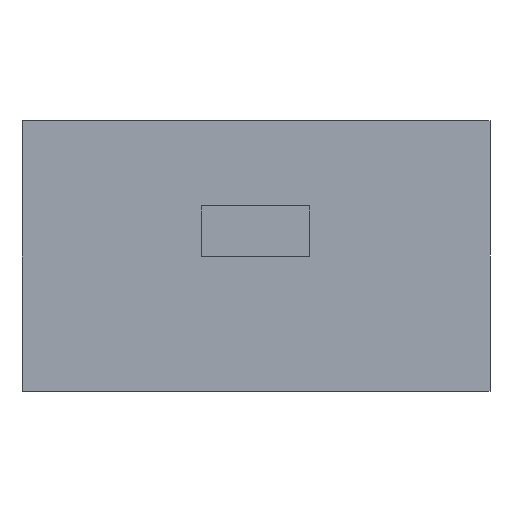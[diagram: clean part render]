
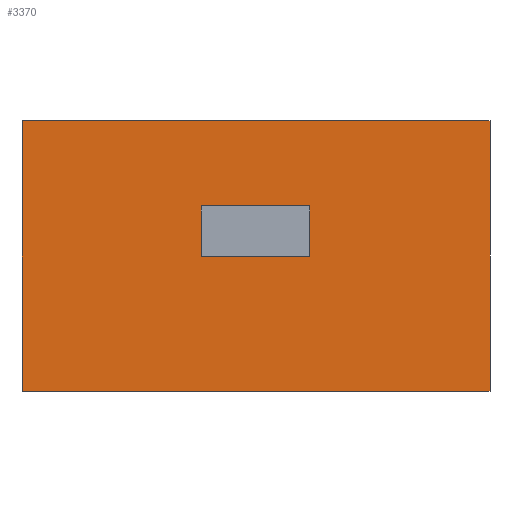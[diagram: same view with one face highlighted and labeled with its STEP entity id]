
A CAD part, front view. The second image highlights one B-rep face of the part: STEP entity #3370.
In plain terms, the highlighted planar face has unit normal (0, -1, 0).
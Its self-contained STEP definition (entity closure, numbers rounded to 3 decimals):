
#232=FACE_BOUND('',#581,.T.);
#345=FACE_OUTER_BOUND('',#580,.T.);
#580=EDGE_LOOP('',(#2433,#2434,#2435,#2436,#2437,#2438));
#581=EDGE_LOOP('',(#2439,#2440,#2441,#2442));
#915=LINE('',#5096,#1236);
#949=LINE('',#5180,#1270);
#964=LINE('',#5211,#1285);
#965=LINE('',#5212,#1286);
#966=LINE('',#5214,#1287);
#967=LINE('',#5215,#1288);
#968=LINE('',#5218,#1289);
#969=LINE('',#5220,#1290);
#970=LINE('',#5222,#1291);
#971=LINE('',#5223,#1292);
#1236=VECTOR('',#4012,10.);
#1270=VECTOR('',#4086,10.);
#1285=VECTOR('',#4113,10.);
#1286=VECTOR('',#4114,10.);
#1287=VECTOR('',#4115,10.);
#1288=VECTOR('',#4116,10.);
#1289=VECTOR('',#4117,10.);
#1290=VECTOR('',#4118,10.);
#1291=VECTOR('',#4119,10.);
#1292=VECTOR('',#4120,10.);
#1547=VERTEX_POINT('',#5090);
#1549=VERTEX_POINT('',#5094);
#1574=VERTEX_POINT('',#5168);
#1579=VERTEX_POINT('',#5178);
#1589=VERTEX_POINT('',#5210);
#1590=VERTEX_POINT('',#5213);
#1591=VERTEX_POINT('',#5216);
#1592=VERTEX_POINT('',#5217);
#1593=VERTEX_POINT('',#5219);
#1594=VERTEX_POINT('',#5221);
#1863=EDGE_CURVE('',#1547,#1549,#915,.T.);
#1905=EDGE_CURVE('',#1574,#1579,#949,.T.);
#1920=EDGE_CURVE('',#1589,#1547,#964,.T.);
#1921=EDGE_CURVE('',#1549,#1574,#965,.T.);
#1922=EDGE_CURVE('',#1579,#1590,#966,.T.);
#1923=EDGE_CURVE('',#1590,#1589,#967,.T.);
#1924=EDGE_CURVE('',#1591,#1592,#968,.T.);
#1925=EDGE_CURVE('',#1592,#1593,#969,.T.);
#1926=EDGE_CURVE('',#1593,#1594,#970,.T.);
#1927=EDGE_CURVE('',#1594,#1591,#971,.T.);
#2433=ORIENTED_EDGE('',*,*,#1920,.T.);
#2434=ORIENTED_EDGE('',*,*,#1863,.T.);
#2435=ORIENTED_EDGE('',*,*,#1921,.T.);
#2436=ORIENTED_EDGE('',*,*,#1905,.T.);
#2437=ORIENTED_EDGE('',*,*,#1922,.T.);
#2438=ORIENTED_EDGE('',*,*,#1923,.T.);
#2439=ORIENTED_EDGE('',*,*,#1924,.T.);
#2440=ORIENTED_EDGE('',*,*,#1925,.T.);
#2441=ORIENTED_EDGE('',*,*,#1926,.T.);
#2442=ORIENTED_EDGE('',*,*,#1927,.T.);
#3210=PLANE('',#3605);
#3370=ADVANCED_FACE('',(#345,#232),#3210,.T.);
#3605=AXIS2_PLACEMENT_3D('',#5209,#4111,#4112);
#4012=DIRECTION('',(0.,0.,-1.));
#4086=DIRECTION('',(0.,0.,-1.));
#4111=DIRECTION('center_axis',(0.,-1.,0.));
#4112=DIRECTION('ref_axis',(0.,0.,-1.));
#4113=DIRECTION('',(-1.,0.,0.));
#4114=DIRECTION('',(1.,0.,0.));
#4115=DIRECTION('',(1.,0.,0.));
#4116=DIRECTION('',(0.,0.,1.));
#4117=DIRECTION('',(-1.,0.,0.));
#4118=DIRECTION('',(0.,0.,1.));
#4119=DIRECTION('',(1.,0.,0.));
#4120=DIRECTION('',(0.,0.,-1.));
#5090=CARTESIAN_POINT('',(3.751,13.78,28.717));
#5094=CARTESIAN_POINT('',(3.751,13.78,-2.987));
#5096=CARTESIAN_POINT('',(3.751,13.78,-2.988));
#5168=CARTESIAN_POINT('',(6.985,13.78,-2.987));
#5178=CARTESIAN_POINT('',(6.985,13.78,-2.988));
#5180=CARTESIAN_POINT('',(6.985,13.78,-2.987));
#5209=CARTESIAN_POINT('Origin',(29.413,13.78,16.365));
#5210=CARTESIAN_POINT('',(58.574,13.78,28.717));
#5211=CARTESIAN_POINT('',(5.251,13.78,28.717));
#5212=CARTESIAN_POINT('',(5.251,13.78,-2.987));
#5213=CARTESIAN_POINT('',(58.574,13.78,-2.988));
#5214=CARTESIAN_POINT('',(53.574,13.78,-2.988));
#5215=CARTESIAN_POINT('',(58.574,13.78,-2.988));
#5216=CARTESIAN_POINT('',(37.464,13.78,12.786));
#5217=CARTESIAN_POINT('',(24.758,13.78,12.786));
#5218=CARTESIAN_POINT('',(37.464,13.78,12.786));
#5219=CARTESIAN_POINT('',(24.758,13.78,18.729));
#5220=CARTESIAN_POINT('',(24.758,13.78,12.786));
#5221=CARTESIAN_POINT('',(37.464,13.78,18.729));
#5222=CARTESIAN_POINT('',(24.758,13.78,18.729));
#5223=CARTESIAN_POINT('',(37.464,13.78,18.729));
